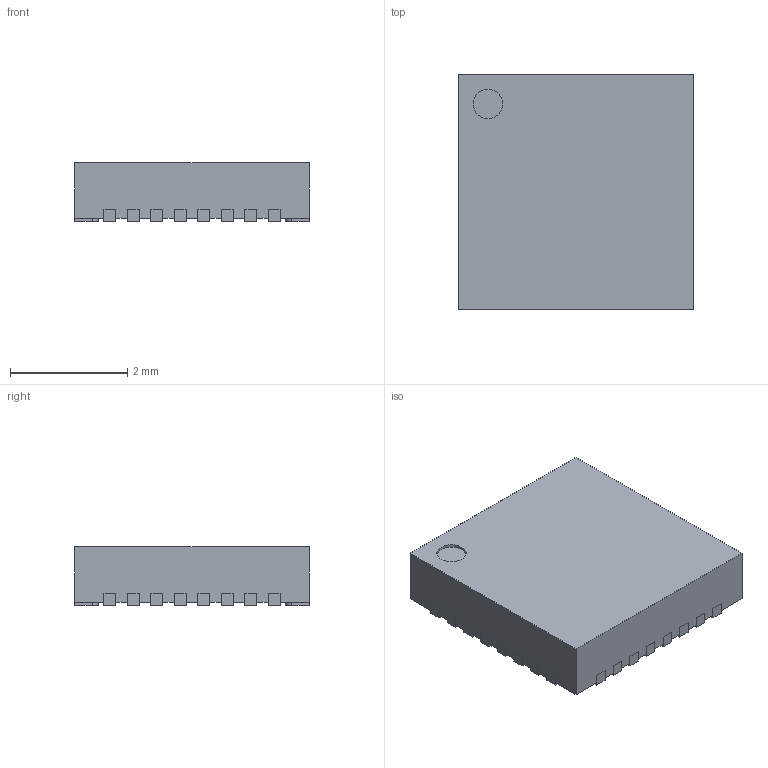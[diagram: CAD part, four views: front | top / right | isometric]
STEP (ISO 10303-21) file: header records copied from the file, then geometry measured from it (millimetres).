
FILE_DESCRIPTION(/* description */ (''),/* implementation_level */ '2;1');
FILE_NAME(/* name */ 'QFN40P400X400X100-33N-S290.stp',/* time_stamp */ '2015-05-18T13:30:32+02:00',/* author */ ('admchouv'),/* organization */ (''),/* preprocessor_version */ 'ST-DEVELOPER v15.5',/* originating_system */ 'AutoCAD Mechanical',/* authorisation */ '');
FILE_SCHEMA (('AUTOMOTIVE_DESIGN { 1 0 10303 214 3 1 1 }'));
Length unit declared in the file: millimetre
Products named in the file (1): Product
Bounding box: 4 x 4 x 1 mm (x, y, z)
Volume: 15.3 mm3; surface area: 62.7 mm2
Topology: 33 solids, 33 shells, 328 faces, 787 edges, 530 vertices
Faces by surface type: plane 263, cylinder 65
Full cylindrical faces by diameter (mm): 0.5 x1
Entity records: 9458 total; most frequent: CARTESIAN_POINT 1645, DIRECTION 1574, ORIENTED_EDGE 1564, EDGE_CURVE 782, LINE 656, VECTOR 656, VERTEX_POINT 522, AXIS2_PLACEMENT_3D 459
